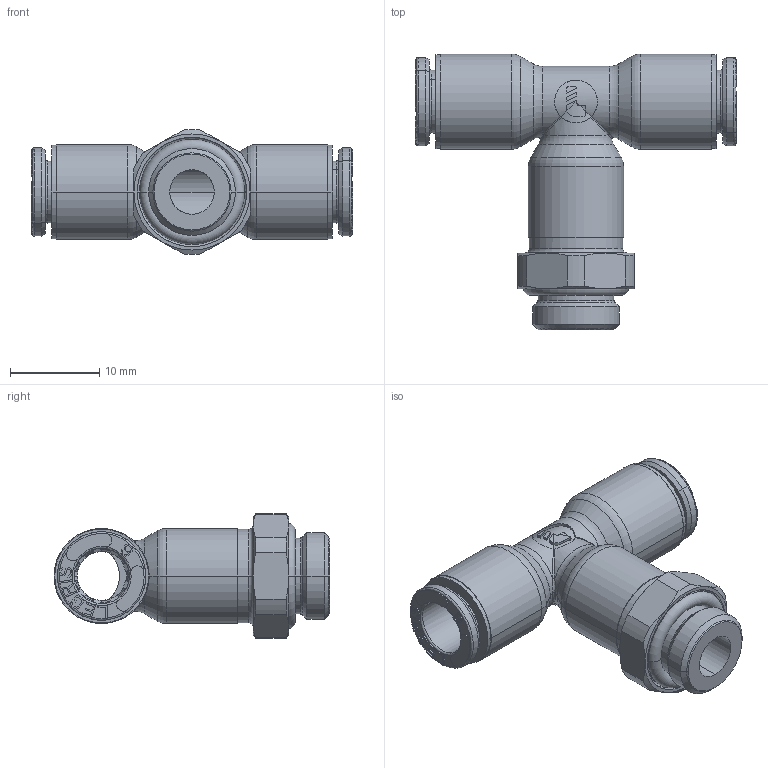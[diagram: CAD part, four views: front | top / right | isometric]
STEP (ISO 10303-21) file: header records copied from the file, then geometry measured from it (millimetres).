
FILE_DESCRIPTION(('STEP AP214'),'1');
FILE_NAME('6898_06_10.stp','2016-07-07T14:51:17',('TraceParts'),('TraceParts S.A.'),'Spatial InterOp 3D',' ',' ');
FILE_SCHEMA(('automotive_design'));
Length unit declared in the file: millimetre
Products named in the file (16): V898-06-10_ASM|Next assembly relationship#44106-64_ASM|Next assembly relationship#44106-26;44106-26; V898-06-10_ASM|Next assembly relationship#44106-64_ASM|Next assembly relationship#44106;44106; V898-06-10_ASM|Next assembly relationship#44106-64_ASM|Next assembly relationship#44106-27;44106-27; V898-06-10_ASM|Next assembly relationship#44106-64_ASM|Next assembly relationship#44126-20;44126-20; V898-06-10_ASM|Next assembly relationship#44516-04;44516-04; V898-06-10_ASM|Next assembly relationship#44106-11-10-ASM;44106-11-10-ASM; V898-06-10_ASM|Next assembly relationship#44210-15;44210-15; V898-06-10_ASM|Next assembly relationship#23954-24-ASM-8_5-1_63;23954-24-ASM-8_5-1_63
Bounding box: 36.04 x 30.88 x 13.98 mm (x, y, z)
Volume: 2960.2 mm3; surface area: 6352.7 mm2
Topology: 14 solids, 16 shells, 1373 faces, 3508 edges, 2198 vertices
Faces by surface type: plane 609, cylinder 244, torus 212, cone 186, bspline 118, sphere 4
Entity records: 47440 total; most frequent: CARTESIAN_POINT 14276, ORIENTED_EDGE 7000, DIRECTION 6759, EDGE_CURVE 3504, AXIS2_PLACEMENT_3D 2420, VERTEX_POINT 2198, LINE 1919, VECTOR 1919
